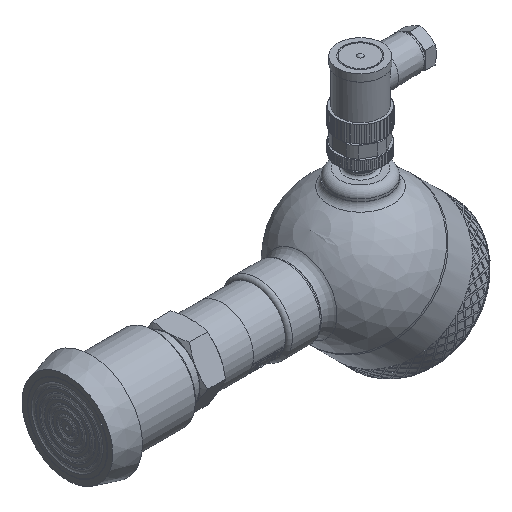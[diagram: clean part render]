
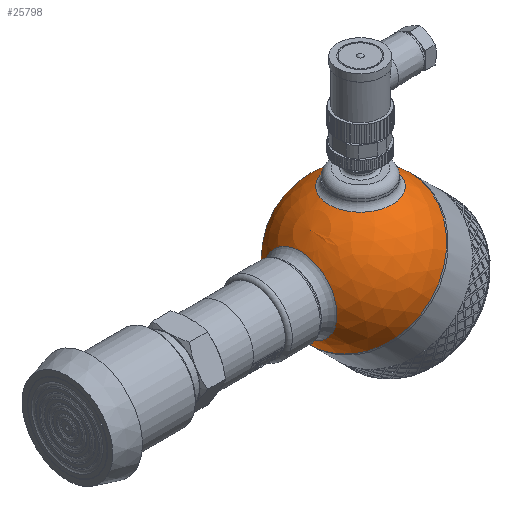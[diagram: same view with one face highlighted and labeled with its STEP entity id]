
A CAD part, isometric view. The second image highlights one B-rep face of the part: STEP entity #25798.
In plain terms, the highlighted spherical face has radius 30 mm.
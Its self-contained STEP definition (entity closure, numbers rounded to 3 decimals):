
#40=SPHERICAL_SURFACE('',#27387,30.);
#116=FACE_BOUND('',#3654,.T.);
#117=FACE_BOUND('',#3655,.T.);
#1947=FACE_OUTER_BOUND('',#3653,.T.);
#3653=EDGE_LOOP('',(#18838,#18839,#18840,#18841));
#3654=EDGE_LOOP('',(#18842));
#3655=EDGE_LOOP('',(#18843));
#5237=CIRCLE('',#27384,15.643);
#5240=CIRCLE('',#27388,30.);
#5241=CIRCLE('',#27389,30.);
#5242=CIRCLE('',#27390,30.);
#5243=CIRCLE('',#27391,13.5);
#10587=VERTEX_POINT('',#49294);
#10589=VERTEX_POINT('',#49300);
#10590=VERTEX_POINT('',#49301);
#10591=VERTEX_POINT('',#49303);
#10592=VERTEX_POINT('',#49306);
#13671=EDGE_CURVE('',#10587,#10587,#5237,.T.);
#13674=EDGE_CURVE('',#10589,#10590,#5240,.T.);
#13675=EDGE_CURVE('',#10589,#10591,#5241,.T.);
#13676=EDGE_CURVE('',#10590,#10589,#5242,.T.);
#13677=EDGE_CURVE('',#10592,#10592,#5243,.T.);
#18838=ORIENTED_EDGE('',*,*,#13674,.F.);
#18839=ORIENTED_EDGE('',*,*,#13675,.T.);
#18840=ORIENTED_EDGE('',*,*,#13675,.F.);
#18841=ORIENTED_EDGE('',*,*,#13676,.F.);
#18842=ORIENTED_EDGE('',*,*,#13671,.F.);
#18843=ORIENTED_EDGE('',*,*,#13677,.F.);
#25798=ADVANCED_FACE('',(#1947,#116,#117),#40,.T.);
#27384=AXIS2_PLACEMENT_3D('',#49295,#29528,#29529);
#27387=AXIS2_PLACEMENT_3D('',#49299,#29534,#29535);
#27388=AXIS2_PLACEMENT_3D('',#49302,#29536,#29537);
#27389=AXIS2_PLACEMENT_3D('',#49304,#29538,#29539);
#27390=AXIS2_PLACEMENT_3D('',#49305,#29540,#29541);
#27391=AXIS2_PLACEMENT_3D('',#49307,#29542,#29543);
#29528=DIRECTION('center_axis',(-0.707,0.,0.707));
#29529=DIRECTION('ref_axis',(0.707,0.,0.707));
#29534=DIRECTION('center_axis',(1.,0.,0.));
#29535=DIRECTION('ref_axis',(0.,-1.,0.));
#29536=DIRECTION('center_axis',(1.,0.,0.));
#29537=DIRECTION('ref_axis',(0.,1.,0.));
#29538=DIRECTION('center_axis',(0.,0.,1.));
#29539=DIRECTION('ref_axis',(0.,1.,0.));
#29540=DIRECTION('center_axis',(1.,0.,0.));
#29541=DIRECTION('ref_axis',(0.,1.,0.));
#29542=DIRECTION('center_axis',(-0.707,0.,-0.707));
#29543=DIRECTION('ref_axis',(-0.707,0.,0.707));
#49294=CARTESIAN_POINT('',(-29.162,0.,7.04));
#49295=CARTESIAN_POINT('Origin',(-18.101,0.,18.101));
#49299=CARTESIAN_POINT('Origin',(0.,0.,0.));
#49300=CARTESIAN_POINT('',(0.,30.,0.));
#49301=CARTESIAN_POINT('',(0.,-30.,0.));
#49302=CARTESIAN_POINT('Origin',(0.,0.,0.));
#49303=CARTESIAN_POINT('',(-30.,0.,0.));
#49304=CARTESIAN_POINT('Origin',(0.,0.,0.));
#49305=CARTESIAN_POINT('Origin',(0.,0.,0.));
#49306=CARTESIAN_POINT('',(-9.398,0.,-28.49));
#49307=CARTESIAN_POINT('Origin',(-18.944,0.,-18.944));
